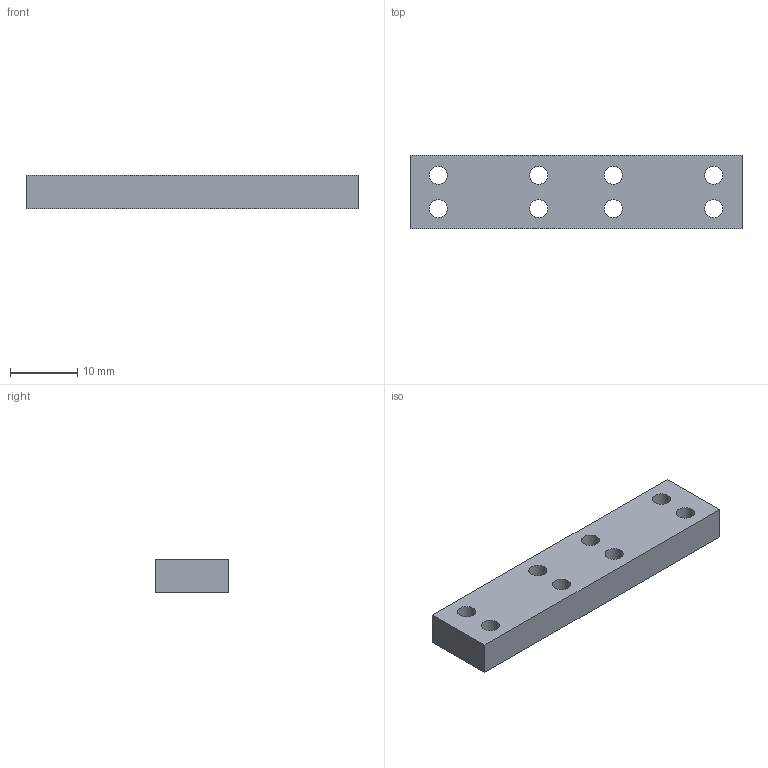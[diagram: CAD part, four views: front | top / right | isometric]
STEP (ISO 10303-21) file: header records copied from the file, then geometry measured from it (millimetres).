
FILE_DESCRIPTION(/* description */ ('Unknown'),/* implementation_level */ '2;1');
FILE_NAME(/* name */ 'BoxMotorSideBraceLink_03',/* time_stamp */ '2023-07-07T16:09:31+01:00',/* author */ ('Unknown'),/* organization */ ('Unknown'),/* preprocessor_version */ 'ST-DEVELOPER v18.102',/* originating_system */ 'Solid Edge',/* authorisation */ 'Unknown');
FILE_SCHEMA (('AUTOMOTIVE_DESIGN {1 0 10303 214 3 1 1}'));
Length unit declared in the file: millimetre
Products named in the file (1): BoxMotorSideBraceLink_03
Bounding box: 49.5 x 11 x 5 mm (x, y, z)
Volume: 2492.6 mm3; surface area: 1941.3 mm2
Topology: 1 solids, 1 shells, 14 faces, 38 edges, 26 vertices
Faces by surface type: cylinder 8, plane 6
Full cylindrical faces by diameter (mm): 2.7 x8
Entity records: 458 total; most frequent: DIRECTION 74, CARTESIAN_POINT 67, ORIENTED_EDGE 56, EDGE_LOOP 38, FACE_BOUND 38, AXIS2_PLACEMENT_3D 31, EDGE_CURVE 28, VERTEX_POINT 24
